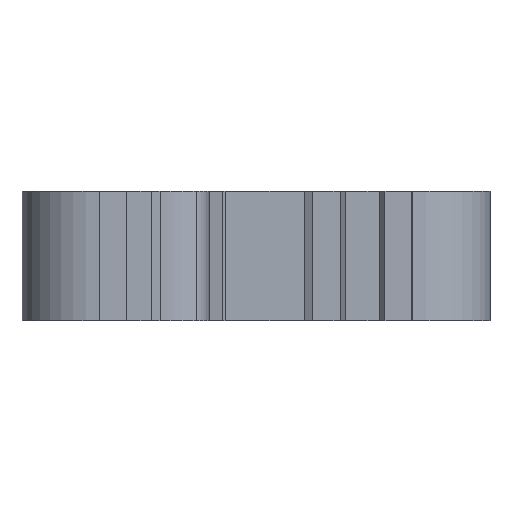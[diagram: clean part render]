
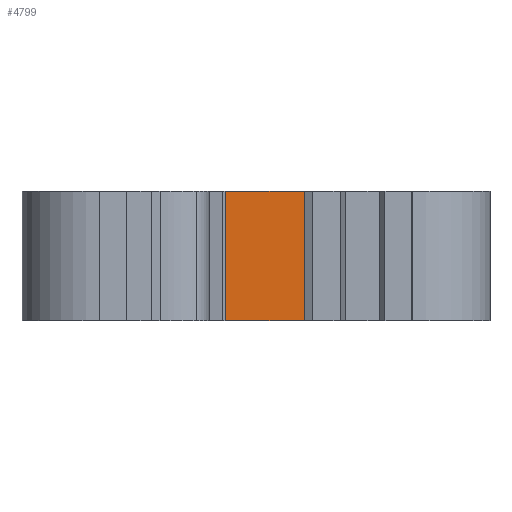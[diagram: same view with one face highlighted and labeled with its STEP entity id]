
A CAD part, front view. The second image highlights one B-rep face of the part: STEP entity #4799.
In plain terms, the highlighted free-form (B-spline) face has degree [1, 1] with [2, 2] control points.
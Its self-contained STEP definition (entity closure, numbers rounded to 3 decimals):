
#4799 = ADVANCED_FACE('',(#4800),#4813,.T.);
#4800 = FACE_BOUND('',#4801,.T.);
#4801 = EDGE_LOOP('',(#4802,#4834,#4859,#4884));
#4802 = ORIENTED_EDGE('',*,*,#4803,.T.);
#4803 = EDGE_CURVE('',#4804,#4806,#4808,.T.);
#4804 = VERTEX_POINT('',#4805);
#4805 = CARTESIAN_POINT('',(3.735,-29.035,0.));
#4806 = VERTEX_POINT('',#4807);
#4807 = CARTESIAN_POINT('',(3.735,-29.035,10.));
#4808 = SURFACE_CURVE('',#4809,(#4812,#4823),.PCURVE_S1.);
#4809 = B_SPLINE_CURVE_WITH_KNOTS('',1,(#4810,#4811),.UNSPECIFIED.,.F.,
  .F.,(2,2),(0.,10.),.PIECEWISE_BEZIER_KNOTS.);
#4810 = CARTESIAN_POINT('',(3.735,-29.035,0.));
#4811 = CARTESIAN_POINT('',(3.735,-29.035,10.));
#4812 = PCURVE('',#4813,#4818);
#4813 = B_SPLINE_SURFACE_WITH_KNOTS('',1,1,(
    (#4814,#4815)
    ,(#4816,#4817
    )),.UNSPECIFIED.,.F.,.F.,.F.,(2,2),(2,2),(0.,12.16),(-10.,0.),
  .PIECEWISE_BEZIER_KNOTS.);
#4814 = CARTESIAN_POINT('',(3.735,-29.035,10.));
#4815 = CARTESIAN_POINT('',(3.735,-29.035,0.));
#4816 = CARTESIAN_POINT('',(-2.345,-29.035,10.));
#4817 = CARTESIAN_POINT('',(-2.345,-29.035,0.));
#4818 = DEFINITIONAL_REPRESENTATION('',(#4819),#4822);
#4819 = B_SPLINE_CURVE_WITH_KNOTS('',1,(#4820,#4821),.UNSPECIFIED.,.F.,
  .F.,(2,2),(0.,10.),.PIECEWISE_BEZIER_KNOTS.);
#4820 = CARTESIAN_POINT('',(0.,0.));
#4821 = CARTESIAN_POINT('',(0.,-10.));
#4822 = ( GEOMETRIC_REPRESENTATION_CONTEXT(2) 
PARAMETRIC_REPRESENTATION_CONTEXT() REPRESENTATION_CONTEXT('2D SPACE',''
  ) );
#4823 = PCURVE('',#4824,#4829);
#4824 = B_SPLINE_SURFACE_WITH_KNOTS('',1,1,(
    (#4825,#4826)
    ,(#4827,#4828
    )),.UNSPECIFIED.,.F.,.F.,.F.,(2,2),(2,2),(0.,3.2),(-10.,0.),
  .PIECEWISE_BEZIER_KNOTS.);
#4825 = CARTESIAN_POINT('',(3.735,-27.435,10.));
#4826 = CARTESIAN_POINT('',(3.735,-27.435,0.));
#4827 = CARTESIAN_POINT('',(3.735,-29.035,10.));
#4828 = CARTESIAN_POINT('',(3.735,-29.035,0.));
#4829 = DEFINITIONAL_REPRESENTATION('',(#4830),#4833);
#4830 = B_SPLINE_CURVE_WITH_KNOTS('',1,(#4831,#4832),.UNSPECIFIED.,.F.,
  .F.,(2,2),(0.,10.),.PIECEWISE_BEZIER_KNOTS.);
#4831 = CARTESIAN_POINT('',(3.2,0.));
#4832 = CARTESIAN_POINT('',(3.2,-10.));
#4833 = ( GEOMETRIC_REPRESENTATION_CONTEXT(2) 
PARAMETRIC_REPRESENTATION_CONTEXT() REPRESENTATION_CONTEXT('2D SPACE',''
  ) );
#4834 = ORIENTED_EDGE('',*,*,#4835,.T.);
#4835 = EDGE_CURVE('',#4806,#4836,#4838,.T.);
#4836 = VERTEX_POINT('',#4837);
#4837 = CARTESIAN_POINT('',(-2.345,-29.035,10.));
#4838 = SURFACE_CURVE('',#4839,(#4842,#4848),.PCURVE_S1.);
#4839 = B_SPLINE_CURVE_WITH_KNOTS('',1,(#4840,#4841),.UNSPECIFIED.,.F.,
  .F.,(2,2),(0.,12.16),.PIECEWISE_BEZIER_KNOTS.);
#4840 = CARTESIAN_POINT('',(3.735,-29.035,10.));
#4841 = CARTESIAN_POINT('',(-2.345,-29.035,10.));
#4842 = PCURVE('',#4813,#4843);
#4843 = DEFINITIONAL_REPRESENTATION('',(#4844),#4847);
#4844 = B_SPLINE_CURVE_WITH_KNOTS('',1,(#4845,#4846),.UNSPECIFIED.,.F.,
  .F.,(2,2),(0.,12.16),.PIECEWISE_BEZIER_KNOTS.);
#4845 = CARTESIAN_POINT('',(0.,-10.));
#4846 = CARTESIAN_POINT('',(12.16,-10.));
#4847 = ( GEOMETRIC_REPRESENTATION_CONTEXT(2) 
PARAMETRIC_REPRESENTATION_CONTEXT() REPRESENTATION_CONTEXT('2D SPACE',''
  ) );
#4848 = PCURVE('',#4849,#4854);
#4849 = B_SPLINE_SURFACE_WITH_KNOTS('',1,1,(
    (#4850,#4851)
    ,(#4852,#4853
    )),.UNSPECIFIED.,.F.,.F.,.F.,(2,2),(2,2),(-8.202,
    3.958),(-7.478,11.722),
  .PIECEWISE_BEZIER_KNOTS.);
#4850 = CARTESIAN_POINT('',(3.735,-29.035,10.));
#4851 = CARTESIAN_POINT('',(3.735,-19.435,10.));
#4852 = CARTESIAN_POINT('',(-2.345,-29.035,10.));
#4853 = CARTESIAN_POINT('',(-2.345,-19.435,10.));
#4854 = DEFINITIONAL_REPRESENTATION('',(#4855),#4858);
#4855 = B_SPLINE_CURVE_WITH_KNOTS('',1,(#4856,#4857),.UNSPECIFIED.,.F.,
  .F.,(2,2),(0.,12.16),.PIECEWISE_BEZIER_KNOTS.);
#4856 = CARTESIAN_POINT('',(-8.202,-7.478));
#4857 = CARTESIAN_POINT('',(3.958,-7.478));
#4858 = ( GEOMETRIC_REPRESENTATION_CONTEXT(2) 
PARAMETRIC_REPRESENTATION_CONTEXT() REPRESENTATION_CONTEXT('2D SPACE',''
  ) );
#4859 = ORIENTED_EDGE('',*,*,#4860,.F.);
#4860 = EDGE_CURVE('',#4861,#4836,#4863,.T.);
#4861 = VERTEX_POINT('',#4862);
#4862 = CARTESIAN_POINT('',(-2.345,-29.035,0.));
#4863 = SURFACE_CURVE('',#4864,(#4867,#4873),.PCURVE_S1.);
#4864 = B_SPLINE_CURVE_WITH_KNOTS('',1,(#4865,#4866),.UNSPECIFIED.,.F.,
  .F.,(2,2),(0.,10.),.PIECEWISE_BEZIER_KNOTS.);
#4865 = CARTESIAN_POINT('',(-2.345,-29.035,0.));
#4866 = CARTESIAN_POINT('',(-2.345,-29.035,10.));
#4867 = PCURVE('',#4813,#4868);
#4868 = DEFINITIONAL_REPRESENTATION('',(#4869),#4872);
#4869 = B_SPLINE_CURVE_WITH_KNOTS('',1,(#4870,#4871),.UNSPECIFIED.,.F.,
  .F.,(2,2),(0.,10.),.PIECEWISE_BEZIER_KNOTS.);
#4870 = CARTESIAN_POINT('',(12.16,0.));
#4871 = CARTESIAN_POINT('',(12.16,-10.));
#4872 = ( GEOMETRIC_REPRESENTATION_CONTEXT(2) 
PARAMETRIC_REPRESENTATION_CONTEXT() REPRESENTATION_CONTEXT('2D SPACE',''
  ) );
#4873 = PCURVE('',#4874,#4879);
#4874 = B_SPLINE_SURFACE_WITH_KNOTS('',1,1,(
    (#4875,#4876)
    ,(#4877,#4878
    )),.UNSPECIFIED.,.F.,.F.,.F.,(2,2),(2,2),(0.,19.2),(-10.,0.),
  .PIECEWISE_BEZIER_KNOTS.);
#4875 = CARTESIAN_POINT('',(-2.345,-29.035,10.));
#4876 = CARTESIAN_POINT('',(-2.345,-29.035,0.));
#4877 = CARTESIAN_POINT('',(-2.345,-19.435,10.));
#4878 = CARTESIAN_POINT('',(-2.345,-19.435,0.));
#4879 = DEFINITIONAL_REPRESENTATION('',(#4880),#4883);
#4880 = B_SPLINE_CURVE_WITH_KNOTS('',1,(#4881,#4882),.UNSPECIFIED.,.F.,
  .F.,(2,2),(0.,10.),.PIECEWISE_BEZIER_KNOTS.);
#4881 = CARTESIAN_POINT('',(0.,0.));
#4882 = CARTESIAN_POINT('',(0.,-10.));
#4883 = ( GEOMETRIC_REPRESENTATION_CONTEXT(2) 
PARAMETRIC_REPRESENTATION_CONTEXT() REPRESENTATION_CONTEXT('2D SPACE',''
  ) );
#4884 = ORIENTED_EDGE('',*,*,#4885,.F.);
#4885 = EDGE_CURVE('',#4804,#4861,#4886,.T.);
#4886 = SURFACE_CURVE('',#4887,(#4890,#4896),.PCURVE_S1.);
#4887 = B_SPLINE_CURVE_WITH_KNOTS('',1,(#4888,#4889),.UNSPECIFIED.,.F.,
  .F.,(2,2),(0.,12.16),.PIECEWISE_BEZIER_KNOTS.);
#4888 = CARTESIAN_POINT('',(3.735,-29.035,0.));
#4889 = CARTESIAN_POINT('',(-2.345,-29.035,0.));
#4890 = PCURVE('',#4813,#4891);
#4891 = DEFINITIONAL_REPRESENTATION('',(#4892),#4895);
#4892 = B_SPLINE_CURVE_WITH_KNOTS('',1,(#4893,#4894),.UNSPECIFIED.,.F.,
  .F.,(2,2),(0.,12.16),.PIECEWISE_BEZIER_KNOTS.);
#4893 = CARTESIAN_POINT('',(0.,0.));
#4894 = CARTESIAN_POINT('',(12.16,0.));
#4895 = ( GEOMETRIC_REPRESENTATION_CONTEXT(2) 
PARAMETRIC_REPRESENTATION_CONTEXT() REPRESENTATION_CONTEXT('2D SPACE',''
  ) );
#4896 = PCURVE('',#4897,#4902);
#4897 = B_SPLINE_SURFACE_WITH_KNOTS('',1,1,(
    (#4898,#4899)
    ,(#4900,#4901
    )),.UNSPECIFIED.,.F.,.F.,.F.,(2,2),(2,2),(-8.202,
    3.958),(-7.478,11.722),
  .PIECEWISE_BEZIER_KNOTS.);
#4898 = CARTESIAN_POINT('',(3.735,-29.035,0.));
#4899 = CARTESIAN_POINT('',(3.735,-19.435,0.));
#4900 = CARTESIAN_POINT('',(-2.345,-29.035,0.));
#4901 = CARTESIAN_POINT('',(-2.345,-19.435,0.));
#4902 = DEFINITIONAL_REPRESENTATION('',(#4903),#4906);
#4903 = B_SPLINE_CURVE_WITH_KNOTS('',1,(#4904,#4905),.UNSPECIFIED.,.F.,
  .F.,(2,2),(0.,12.16),.PIECEWISE_BEZIER_KNOTS.);
#4904 = CARTESIAN_POINT('',(-8.202,-7.478));
#4905 = CARTESIAN_POINT('',(3.958,-7.478));
#4906 = ( GEOMETRIC_REPRESENTATION_CONTEXT(2) 
PARAMETRIC_REPRESENTATION_CONTEXT() REPRESENTATION_CONTEXT('2D SPACE',''
  ) );
